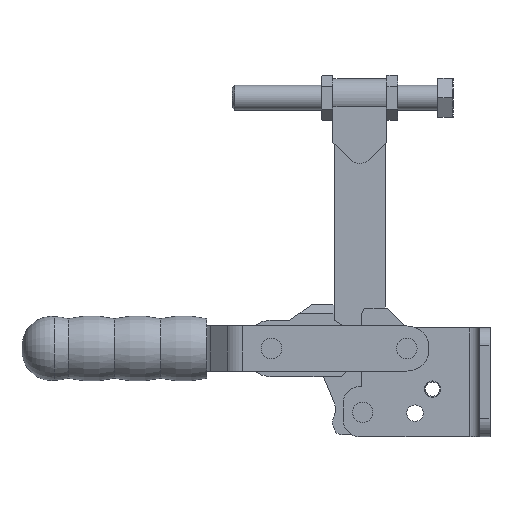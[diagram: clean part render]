
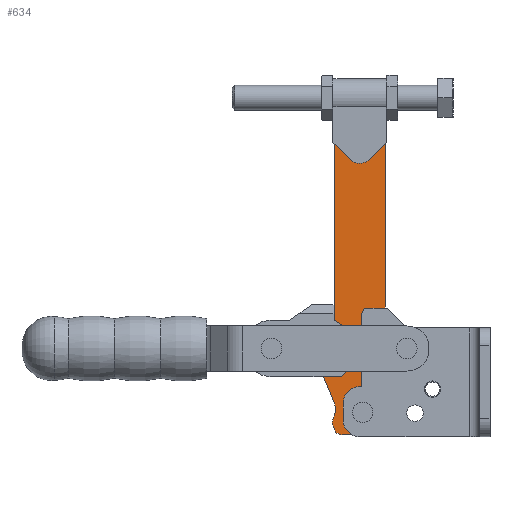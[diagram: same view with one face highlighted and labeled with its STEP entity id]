
A CAD part, left-side view. The second image highlights one B-rep face of the part: STEP entity #634.
In plain terms, the highlighted planar face has unit normal (-1, 0, 0).
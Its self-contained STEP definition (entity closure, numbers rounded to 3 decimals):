
#634 = ADVANCED_FACE( '', ( #1129, #1130, #1131 ), #1132, .F. );
#1129 = FACE_OUTER_BOUND( '', #1736, .T. );
#1130 = FACE_BOUND( '', #1737, .T. );
#1131 = FACE_BOUND( '', #1738, .T. );
#1132 = PLANE( '', #1739 );
#1736 = EDGE_LOOP( '', ( #3365, #3366, #3367, #3368, #3369, #3370, #3371, #3372, #3373, #3374, #3375 ) );
#1737 = EDGE_LOOP( '', ( #3376, #3377 ) );
#1738 = EDGE_LOOP( '', ( #3378, #3379 ) );
#1739 = AXIS2_PLACEMENT_3D( '', #3380, #3381, #3382 );
#3365 = ORIENTED_EDGE( '', *, *, #4608, .F. );
#3366 = ORIENTED_EDGE( '', *, *, #4609, .F. );
#3367 = ORIENTED_EDGE( '', *, *, #4610, .F. );
#3368 = ORIENTED_EDGE( '', *, *, #4611, .F. );
#3369 = ORIENTED_EDGE( '', *, *, #4612, .F. );
#3370 = ORIENTED_EDGE( '', *, *, #4613, .F. );
#3371 = ORIENTED_EDGE( '', *, *, #4603, .F. );
#3372 = ORIENTED_EDGE( '', *, *, #4600, .F. );
#3373 = ORIENTED_EDGE( '', *, *, #4597, .F. );
#3374 = ORIENTED_EDGE( '', *, *, #4594, .F. );
#3375 = ORIENTED_EDGE( '', *, *, #4590, .F. );
#3376 = ORIENTED_EDGE( '', *, *, #4583, .T. );
#3377 = ORIENTED_EDGE( '', *, *, #4614, .T. );
#3378 = ORIENTED_EDGE( '', *, *, #4587, .T. );
#3379 = ORIENTED_EDGE( '', *, *, #4615, .T. );
#3380 = CARTESIAN_POINT( '', ( -5., 21.5, -31.1 ) );
#3381 = DIRECTION( '', ( 1., 0., 0. ) );
#3382 = DIRECTION( '', ( 0., 0., -1. ) );
#4583 = EDGE_CURVE( '', #5555, #5552, #5556, .T. );
#4587 = EDGE_CURVE( '', #5563, #5560, #5564, .T. );
#4590 = EDGE_CURVE( '', #5568, #5569, #5570, .T. );
#4594 = EDGE_CURVE( '', #5569, #5576, #5577, .T. );
#4597 = EDGE_CURVE( '', #5576, #5581, #5582, .T. );
#4600 = EDGE_CURVE( '', #5581, #5586, #5587, .T. );
#4603 = EDGE_CURVE( '', #5586, #5591, #5592, .T. );
#4608 = EDGE_CURVE( '', #5598, #5568, #5600, .T. );
#4609 = EDGE_CURVE( '', #5601, #5598, #5602, .T. );
#4610 = EDGE_CURVE( '', #5603, #5601, #5604, .T. );
#4611 = EDGE_CURVE( '', #5605, #5603, #5606, .T. );
#4612 = EDGE_CURVE( '', #5607, #5605, #5608, .T. );
#4613 = EDGE_CURVE( '', #5591, #5607, #5609, .T. );
#4614 = EDGE_CURVE( '', #5552, #5555, #5610, .T. );
#4615 = EDGE_CURVE( '', #5560, #5563, #5611, .T. );
#5552 = VERTEX_POINT( '', #6913 );
#5555 = VERTEX_POINT( '', #6917 );
#5556 = CIRCLE( '', #6918, 5. );
#5560 = VERTEX_POINT( '', #6923 );
#5563 = VERTEX_POINT( '', #6927 );
#5564 = CIRCLE( '', #6928, 5. );
#5568 = VERTEX_POINT( '', #6933 );
#5569 = VERTEX_POINT( '', #6934 );
#5570 = LINE( '', #6935, #6936 );
#5576 = VERTEX_POINT( '', #6945 );
#5577 = CIRCLE( '', #6946, 4. );
#5581 = VERTEX_POINT( '', #6951 );
#5582 = LINE( '', #6952, #6953 );
#5586 = VERTEX_POINT( '', #6959 );
#5587 = CIRCLE( '', #6960, 5. );
#5591 = VERTEX_POINT( '', #6965 );
#5592 = CIRCLE( '', #6966, 9.5 );
#5598 = VERTEX_POINT( '', #6973 );
#5600 = CIRCLE( '', #6976, 11. );
#5601 = VERTEX_POINT( '', #6977 );
#5602 = LINE( '', #6978, #6979 );
#5603 = VERTEX_POINT( '', #6980 );
#5604 = LINE( '', #6981, #6982 );
#5605 = VERTEX_POINT( '', #6983 );
#5606 = LINE( '', #6984, #6985 );
#5607 = VERTEX_POINT( '', #6986 );
#5608 = CIRCLE( '', #6987, 11. );
#5609 = LINE( '', #6988, #6989 );
#5610 = CIRCLE( '', #6990, 5. );
#5611 = CIRCLE( '', #6991, 5. );
#6913 = CARTESIAN_POINT( '', ( -5., 16.5, -31.1 ) );
#6917 = CARTESIAN_POINT( '', ( -5., 26.5, -31.1 ) );
#6918 = AXIS2_PLACEMENT_3D( '', #8770, #8771, #8772 );
#6923 = CARTESIAN_POINT( '', ( -5., 31.9, -5. ) );
#6927 = CARTESIAN_POINT( '', ( -5., 31.9, 5. ) );
#6928 = AXIS2_PLACEMENT_3D( '', #8778, #8779, #8780 );
#6933 = CARTESIAN_POINT( '', ( -5., 21.5, -42.1 ) );
#6934 = CARTESIAN_POINT( '', ( -5., 31.57, -42.1 ) );
#6935 = CARTESIAN_POINT( '', ( -5., 21.5, -42.1 ) );
#6936 = VECTOR( '', #8785, 1. );
#6945 = CARTESIAN_POINT( '', ( -5., 35.256, -39.656 ) );
#6946 = AXIS2_PLACEMENT_3D( '', #8789, #8790, #8791 );
#6951 = CARTESIAN_POINT( '', ( -5., 35.936, -38.045 ) );
#6952 = CARTESIAN_POINT( '', ( -5., 35.256, -39.656 ) );
#6953 = VECTOR( '', #8796, 1. );
#6959 = CARTESIAN_POINT( '', ( -5., 35.816, -33.894 ) );
#6960 = AXIS2_PLACEMENT_3D( '', #8799, #8800, #8801 );
#6965 = CARTESIAN_POINT( '', ( -5., 35.59, -26.008 ) );
#6966 = AXIS2_PLACEMENT_3D( '', #8806, #8807, #8808 );
#6973 = CARTESIAN_POINT( '', ( -5., 10.5, -31.1 ) );
#6976 = AXIS2_PLACEMENT_3D( '', #8817, #8818, #8819 );
#6977 = CARTESIAN_POINT( '', ( -5., 10.5, 116. ) );
#6978 = CARTESIAN_POINT( '', ( -5., 10.5, 116. ) );
#6979 = VECTOR( '', #8820, 1. );
#6980 = CARTESIAN_POINT( '', ( -5., 35.5, 116. ) );
#6981 = CARTESIAN_POINT( '', ( -5., 35.5, 116. ) );
#6982 = VECTOR( '', #8821, 1. );
#6983 = CARTESIAN_POINT( '', ( -5., 35.5, 8.652 ) );
#6984 = CARTESIAN_POINT( '', ( -5., 35.5, 8.652 ) );
#6985 = VECTOR( '', #8822, 1. );
#6986 = CARTESIAN_POINT( '', ( -5., 43.834, -6.478 ) );
#6987 = AXIS2_PLACEMENT_3D( '', #8823, #8824, #8825 );
#6988 = CARTESIAN_POINT( '', ( -5., 31.634, -35.378 ) );
#6989 = VECTOR( '', #8826, 1. );
#6990 = AXIS2_PLACEMENT_3D( '', #8827, #8828, #8829 );
#6991 = AXIS2_PLACEMENT_3D( '', #8830, #8831, #8832 );
#8770 = CARTESIAN_POINT( '', ( -5., 21.5, -31.1 ) );
#8771 = DIRECTION( '', ( 1., 0., 0. ) );
#8772 = DIRECTION( '', ( 0., -1., 0. ) );
#8778 = CARTESIAN_POINT( '', ( -5., 31.9, 0. ) );
#8779 = DIRECTION( '', ( 1., 0., 0. ) );
#8780 = DIRECTION( '', ( 0., 0., -1. ) );
#8785 = DIRECTION( '', ( 0., 1., 0. ) );
#8789 = CARTESIAN_POINT( '', ( -5., 31.57, -38.1 ) );
#8790 = DIRECTION( '', ( 1., 0., 0. ) );
#8791 = DIRECTION( '', ( 0., 0., -1. ) );
#8796 = DIRECTION( '', ( 0., 0.389, 0.921 ) );
#8799 = CARTESIAN_POINT( '', ( -5., 31.329, -36.1 ) );
#8800 = DIRECTION( '', ( 1., 0., 0. ) );
#8801 = DIRECTION( '', ( 0., 0.921, -0.389 ) );
#8806 = CARTESIAN_POINT( '', ( -5., 44.342, -29.703 ) );
#8807 = DIRECTION( '', ( -1., 0., 0. ) );
#8808 = DIRECTION( '', ( 0., -0.897, -0.441 ) );
#8817 = CARTESIAN_POINT( '', ( -5., 21.5, -31.1 ) );
#8818 = DIRECTION( '', ( 1., 0., 0. ) );
#8819 = DIRECTION( '', ( 0., -1., 0. ) );
#8820 = DIRECTION( '', ( 0., 0., -1. ) );
#8821 = DIRECTION( '', ( 0., -1., 0. ) );
#8822 = DIRECTION( '', ( 0., 0., 1. ) );
#8823 = CARTESIAN_POINT( '', ( -5., 33.7, -2.2 ) );
#8824 = DIRECTION( '', ( 1., 0., 0. ) );
#8825 = DIRECTION( '', ( 0., 0.921, -0.389 ) );
#8826 = DIRECTION( '', ( 0., 0.389, 0.921 ) );
#8827 = CARTESIAN_POINT( '', ( -5., 21.5, -31.1 ) );
#8828 = DIRECTION( '', ( 1., 0., 0. ) );
#8829 = DIRECTION( '', ( 0., -1., 0. ) );
#8830 = CARTESIAN_POINT( '', ( -5., 31.9, 0. ) );
#8831 = DIRECTION( '', ( 1., 0., 0. ) );
#8832 = DIRECTION( '', ( 0., 0., -1. ) );
